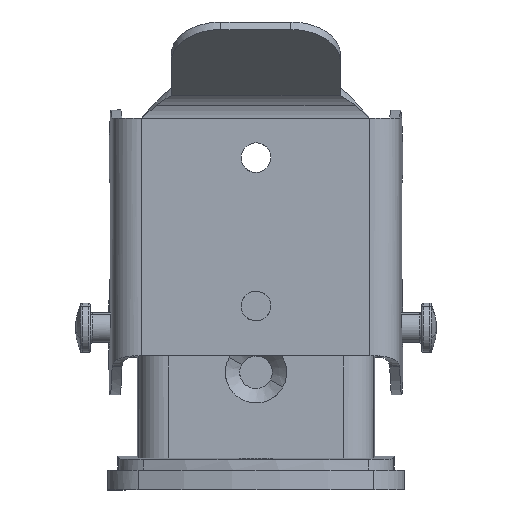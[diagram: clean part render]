
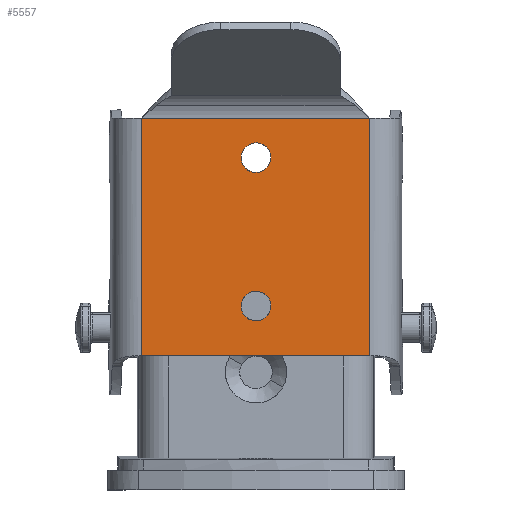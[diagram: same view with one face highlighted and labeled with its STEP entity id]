
A CAD part, front view. The second image highlights one B-rep face of the part: STEP entity #5557.
In plain terms, the highlighted planar face has unit normal (0, -1, 0).
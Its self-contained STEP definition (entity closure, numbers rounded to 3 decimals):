
#5436=AXIS2_PLACEMENT_3D('Plane Axis2P3D',#5433,#5434,#5435) ;
#4988=CARTESIAN_POINT('Vertex',(29.773,9.,13.6)) ;
#5045=CARTESIAN_POINT('Vertex',(29.773,9.,37.6)) ;
#5092=CARTESIAN_POINT('Line Origine',(29.773,9.,23.995)) ;
#5141=CARTESIAN_POINT('Vertex',(6.7,9.,37.6)) ;
#5193=CARTESIAN_POINT('Vertex',(6.7,9.,13.6)) ;
#5243=CARTESIAN_POINT('Line Origine',(6.7,9.,23.995)) ;
#5308=CARTESIAN_POINT('Line Origine',(18.237,9.,13.6)) ;
#5433=CARTESIAN_POINT('Axis2P3D Location',(31.739,9.,25.6)) ;
#5438=CARTESIAN_POINT('Line Origine',(18.237,9.,37.6)) ;
#5450=CARTESIAN_POINT('Control Point',(16.934,9.,17.881)) ;
#5451=CARTESIAN_POINT('Control Point',(17.02,9.,17.723)) ;
#5452=CARTESIAN_POINT('Control Point',(17.13,9.,17.578)) ;
#5453=CARTESIAN_POINT('Control Point',(17.261,9.,17.451)) ;
#5454=CARTESIAN_POINT('Control Point',(17.557,9.,17.24)) ;
#5455=CARTESIAN_POINT('Control Point',(17.902,9.,17.125)) ;
#5456=CARTESIAN_POINT('Control Point',(18.083,9.,17.093)) ;
#5457=CARTESIAN_POINT('Control Point',(18.446,9.,17.086)) ;
#5458=CARTESIAN_POINT('Control Point',(18.796,9.,17.185)) ;
#5459=CARTESIAN_POINT('Control Point',(18.962,9.,17.261)) ;
#5460=CARTESIAN_POINT('Control Point',(19.267,9.,17.461)) ;
#5461=CARTESIAN_POINT('Control Point',(19.499,9.,17.741)) ;
#5462=CARTESIAN_POINT('Control Point',(19.593,9.,17.897)) ;
#5463=CARTESIAN_POINT('Control Point',(19.732,9.,18.234)) ;
#5464=CARTESIAN_POINT('Control Point',(19.766,9.,18.596)) ;
#5465=CARTESIAN_POINT('Control Point',(19.756,9.,18.779)) ;
#5466=CARTESIAN_POINT('Control Point',(19.709,9.,18.999)) ;
#5467=CARTESIAN_POINT('Control Point',(19.624,9.,19.205)) ;
#5468=CARTESIAN_POINT('Control Point',(19.606,9.,19.243)) ;
#5469=CARTESIAN_POINT('Control Point',(19.587,9.,19.282)) ;
#5470=CARTESIAN_POINT('Control Point',(19.566,9.,19.319)) ;
#5471=CARTESIAN_POINT('Vertex',(16.934,9.,17.881)) ;
#5473=CARTESIAN_POINT('Vertex',(19.566,9.,19.319)) ;
#5477=CARTESIAN_POINT('Control Point',(19.566,9.,19.319)) ;
#5478=CARTESIAN_POINT('Control Point',(19.48,9.,19.477)) ;
#5479=CARTESIAN_POINT('Control Point',(19.37,9.,19.622)) ;
#5480=CARTESIAN_POINT('Control Point',(19.239,9.,19.749)) ;
#5481=CARTESIAN_POINT('Control Point',(18.943,9.,19.96)) ;
#5482=CARTESIAN_POINT('Control Point',(18.598,9.,20.075)) ;
#5483=CARTESIAN_POINT('Control Point',(18.417,9.,20.107)) ;
#5484=CARTESIAN_POINT('Control Point',(18.054,9.,20.114)) ;
#5485=CARTESIAN_POINT('Control Point',(17.704,9.,20.015)) ;
#5486=CARTESIAN_POINT('Control Point',(17.538,9.,19.939)) ;
#5487=CARTESIAN_POINT('Control Point',(17.233,9.,19.739)) ;
#5488=CARTESIAN_POINT('Control Point',(17.001,9.,19.459)) ;
#5489=CARTESIAN_POINT('Control Point',(16.907,9.,19.303)) ;
#5490=CARTESIAN_POINT('Control Point',(16.768,9.,18.966)) ;
#5491=CARTESIAN_POINT('Control Point',(16.734,9.,18.604)) ;
#5492=CARTESIAN_POINT('Control Point',(16.744,9.,18.421)) ;
#5493=CARTESIAN_POINT('Control Point',(16.791,9.,18.201)) ;
#5494=CARTESIAN_POINT('Control Point',(16.876,9.,17.995)) ;
#5495=CARTESIAN_POINT('Control Point',(16.894,9.,17.957)) ;
#5496=CARTESIAN_POINT('Control Point',(16.913,9.,17.918)) ;
#5497=CARTESIAN_POINT('Control Point',(16.934,9.,17.881)) ;
#5504=CARTESIAN_POINT('Control Point',(16.934,9.,32.881)) ;
#5505=CARTESIAN_POINT('Control Point',(17.02,9.,32.723)) ;
#5506=CARTESIAN_POINT('Control Point',(17.13,9.,32.578)) ;
#5507=CARTESIAN_POINT('Control Point',(17.261,9.,32.451)) ;
#5508=CARTESIAN_POINT('Control Point',(17.557,9.,32.24)) ;
#5509=CARTESIAN_POINT('Control Point',(17.902,9.,32.125)) ;
#5510=CARTESIAN_POINT('Control Point',(18.083,9.,32.093)) ;
#5511=CARTESIAN_POINT('Control Point',(18.446,9.,32.086)) ;
#5512=CARTESIAN_POINT('Control Point',(18.796,9.,32.185)) ;
#5513=CARTESIAN_POINT('Control Point',(18.962,9.,32.261)) ;
#5514=CARTESIAN_POINT('Control Point',(19.267,9.,32.461)) ;
#5515=CARTESIAN_POINT('Control Point',(19.499,9.,32.741)) ;
#5516=CARTESIAN_POINT('Control Point',(19.593,9.,32.897)) ;
#5517=CARTESIAN_POINT('Control Point',(19.732,9.,33.234)) ;
#5518=CARTESIAN_POINT('Control Point',(19.766,9.,33.596)) ;
#5519=CARTESIAN_POINT('Control Point',(19.756,9.,33.779)) ;
#5520=CARTESIAN_POINT('Control Point',(19.709,9.,33.999)) ;
#5521=CARTESIAN_POINT('Control Point',(19.624,9.,34.205)) ;
#5522=CARTESIAN_POINT('Control Point',(19.606,9.,34.243)) ;
#5523=CARTESIAN_POINT('Control Point',(19.587,9.,34.282)) ;
#5524=CARTESIAN_POINT('Control Point',(19.566,9.,34.319)) ;
#5525=CARTESIAN_POINT('Vertex',(16.934,9.,32.881)) ;
#5527=CARTESIAN_POINT('Vertex',(19.566,9.,34.319)) ;
#5531=CARTESIAN_POINT('Control Point',(19.566,9.,34.319)) ;
#5532=CARTESIAN_POINT('Control Point',(19.48,9.,34.477)) ;
#5533=CARTESIAN_POINT('Control Point',(19.37,9.,34.622)) ;
#5534=CARTESIAN_POINT('Control Point',(19.239,9.,34.749)) ;
#5535=CARTESIAN_POINT('Control Point',(18.943,9.,34.96)) ;
#5536=CARTESIAN_POINT('Control Point',(18.598,9.,35.075)) ;
#5537=CARTESIAN_POINT('Control Point',(18.417,9.,35.107)) ;
#5538=CARTESIAN_POINT('Control Point',(18.054,9.,35.114)) ;
#5539=CARTESIAN_POINT('Control Point',(17.704,9.,35.015)) ;
#5540=CARTESIAN_POINT('Control Point',(17.538,9.,34.939)) ;
#5541=CARTESIAN_POINT('Control Point',(17.233,9.,34.739)) ;
#5542=CARTESIAN_POINT('Control Point',(17.001,9.,34.459)) ;
#5543=CARTESIAN_POINT('Control Point',(16.907,9.,34.303)) ;
#5544=CARTESIAN_POINT('Control Point',(16.768,9.,33.966)) ;
#5545=CARTESIAN_POINT('Control Point',(16.734,9.,33.604)) ;
#5546=CARTESIAN_POINT('Control Point',(16.744,9.,33.421)) ;
#5547=CARTESIAN_POINT('Control Point',(16.791,9.,33.201)) ;
#5548=CARTESIAN_POINT('Control Point',(16.876,9.,32.995)) ;
#5549=CARTESIAN_POINT('Control Point',(16.894,9.,32.957)) ;
#5550=CARTESIAN_POINT('Control Point',(16.913,9.,32.918)) ;
#5551=CARTESIAN_POINT('Control Point',(16.934,9.,32.881)) ;
#5093=DIRECTION('Vector Direction',(0.,0.,1.)) ;
#5244=DIRECTION('Vector Direction',(0.,0.,-1.)) ;
#5309=DIRECTION('Vector Direction',(-1.,0.,0.)) ;
#5434=DIRECTION('Axis2P3D Direction',(0.,-1.,0.)) ;
#5435=DIRECTION('Axis2P3D XDirection',(0.,0.,1.)) ;
#5439=DIRECTION('Vector Direction',(-1.,0.,0.)) ;
#5094=VECTOR('Line Direction',#5093,1.) ;
#5245=VECTOR('Line Direction',#5244,1.) ;
#5310=VECTOR('Line Direction',#5309,1.) ;
#5440=VECTOR('Line Direction',#5439,1.) ;
#5444=ORIENTED_EDGE('',*,*,#5442,.F.) ;
#5445=ORIENTED_EDGE('',*,*,#5247,.F.) ;
#5446=ORIENTED_EDGE('',*,*,#5312,.T.) ;
#5447=ORIENTED_EDGE('',*,*,#5096,.T.) ;
#5500=ORIENTED_EDGE('',*,*,#5475,.F.) ;
#5501=ORIENTED_EDGE('',*,*,#5498,.F.) ;
#5554=ORIENTED_EDGE('',*,*,#5529,.F.) ;
#5555=ORIENTED_EDGE('',*,*,#5552,.F.) ;
#5502=FACE_BOUND('',#5499,.T.) ;
#5556=FACE_BOUND('',#5553,.T.) ;
#5557=ADVANCED_FACE('Hauptk\X2\00F6\X0\rper',(#5448,#5502,#5556),#5437,.T.) ;
#5449=B_SPLINE_CURVE_WITH_KNOTS('',5,(#5450,#5451,#5452,#5453,#5454,#5455,#5456,#5457,#5458,#5459,#5460,#5461,#5462,#5463,#5464,#5465,#5466,#5467,#5468,#5469,#5470),.UNSPECIFIED.,.F.,.U.,(6,3,3,3,3,3,6),(0.,1.276,2.554,3.83,5.107,6.384,6.687),.UNSPECIFIED.) ;
#5476=B_SPLINE_CURVE_WITH_KNOTS('',5,(#5477,#5478,#5479,#5480,#5481,#5482,#5483,#5484,#5485,#5486,#5487,#5488,#5489,#5490,#5491,#5492,#5493,#5494,#5495,#5496,#5497),.UNSPECIFIED.,.F.,.U.,(6,3,3,3,3,3,6),(0.,1.276,2.554,3.83,5.107,6.384,6.687),.UNSPECIFIED.) ;
#5503=B_SPLINE_CURVE_WITH_KNOTS('',5,(#5504,#5505,#5506,#5507,#5508,#5509,#5510,#5511,#5512,#5513,#5514,#5515,#5516,#5517,#5518,#5519,#5520,#5521,#5522,#5523,#5524),.UNSPECIFIED.,.F.,.U.,(6,3,3,3,3,3,6),(0.,1.276,2.554,3.83,5.107,6.384,6.687),.UNSPECIFIED.) ;
#5530=B_SPLINE_CURVE_WITH_KNOTS('',5,(#5531,#5532,#5533,#5534,#5535,#5536,#5537,#5538,#5539,#5540,#5541,#5542,#5543,#5544,#5545,#5546,#5547,#5548,#5549,#5550,#5551),.UNSPECIFIED.,.F.,.U.,(6,3,3,3,3,3,6),(0.,1.276,2.554,3.83,5.107,6.384,6.687),.UNSPECIFIED.) ;
#5096=EDGE_CURVE('',#4989,#5046,#5095,.T.) ;
#5247=EDGE_CURVE('',#5194,#5142,#5246,.F.) ;
#5312=EDGE_CURVE('',#5194,#4989,#5311,.F.) ;
#5442=EDGE_CURVE('',#5142,#5046,#5441,.F.) ;
#5475=EDGE_CURVE('',#5472,#5474,#5449,.T.) ;
#5498=EDGE_CURVE('',#5474,#5472,#5476,.T.) ;
#5529=EDGE_CURVE('',#5526,#5528,#5503,.T.) ;
#5552=EDGE_CURVE('',#5528,#5526,#5530,.T.) ;
#5443=EDGE_LOOP('',(#5444,#5445,#5446,#5447)) ;
#5499=EDGE_LOOP('',(#5500,#5501)) ;
#5553=EDGE_LOOP('',(#5554,#5555)) ;
#5448=FACE_OUTER_BOUND('',#5443,.T.) ;
#5095=LINE('Line',#5092,#5094) ;
#5246=LINE('Line',#5243,#5245) ;
#5311=LINE('Line',#5308,#5310) ;
#5441=LINE('Line',#5438,#5440) ;
#5437=PLANE('',#5436) ;
#4989=VERTEX_POINT('',#4988) ;
#5046=VERTEX_POINT('',#5045) ;
#5142=VERTEX_POINT('',#5141) ;
#5194=VERTEX_POINT('',#5193) ;
#5472=VERTEX_POINT('',#5471) ;
#5474=VERTEX_POINT('',#5473) ;
#5526=VERTEX_POINT('',#5525) ;
#5528=VERTEX_POINT('',#5527) ;
